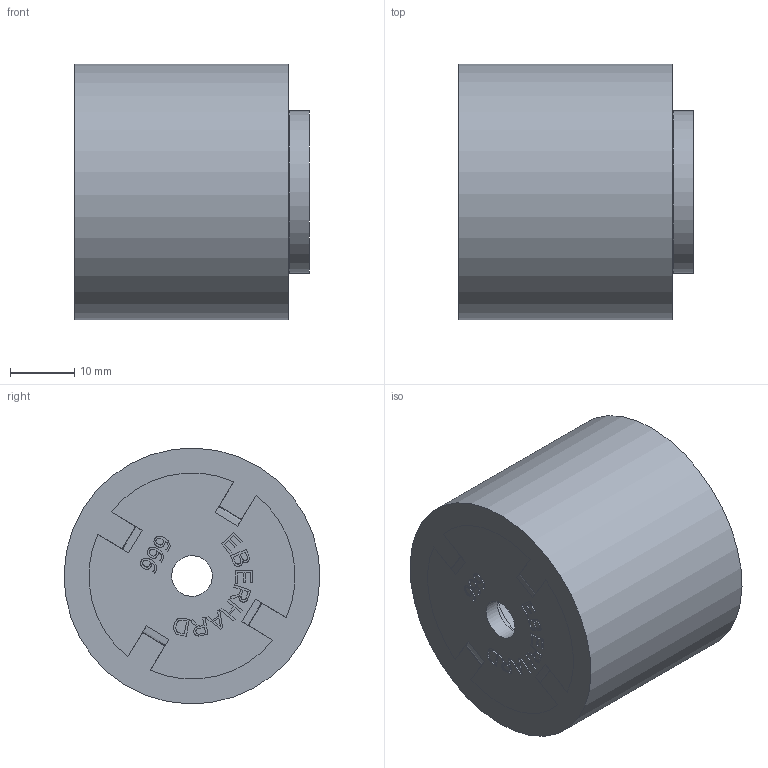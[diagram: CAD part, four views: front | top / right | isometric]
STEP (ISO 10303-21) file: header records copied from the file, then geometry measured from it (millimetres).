
FILE_DESCRIPTION(/* description */ (''),/* implementation_level */ '2;1');
FILE_NAME(/* name */ '1-666-2.stp',/* time_stamp */ '2020-11-24T13:58:55-05:00',/* author */ ('jenniferk'),/* organization */ (''),/* preprocessor_version */ 'ST-DEVELOPER v18.1',/* originating_system */ 'Autodesk Inventor 2020',/* authorisation */ '');
FILE_SCHEMA (('AUTOMOTIVE_DESIGN { 1 0 10303 214 3 1 1 }'));
Length unit declared in the file: inch
Products named in the file (1): 1-666-2_Shrinkwrap_1
Bounding box: 36.6 x 39.87 x 39.87 mm (x, y, z)
Volume: 37297.8 mm3; surface area: 14430.8 mm2
Topology: 3 solids, 3 shells, 320 faces, 870 edges, 580 vertices
Faces by surface type: plane 182, bspline 93, cylinder 37, cone 5, torus 3
Full cylindrical faces by diameter (mm): 6.35 x2, 12.446 x1, 18.669 x1, 20.65 x1, 25.4 x3, 39.878 x1
Entity records: 10922 total; most frequent: CARTESIAN_POINT 2988, ORIENTED_EDGE 1740, DIRECTION 1249, EDGE_CURVE 870, VERTEX_POINT 580, LINE 575, VECTOR 575, EDGE_LOOP 350
